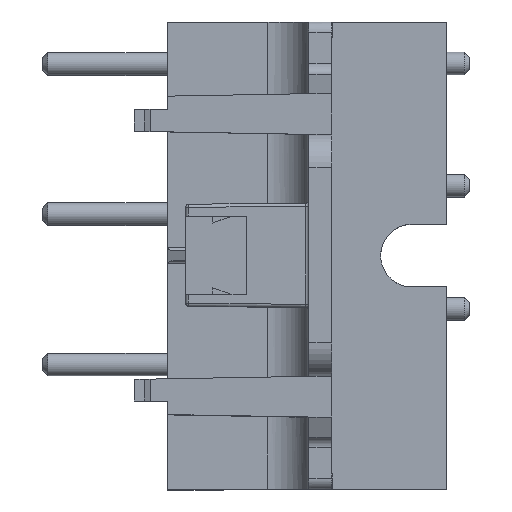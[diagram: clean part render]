
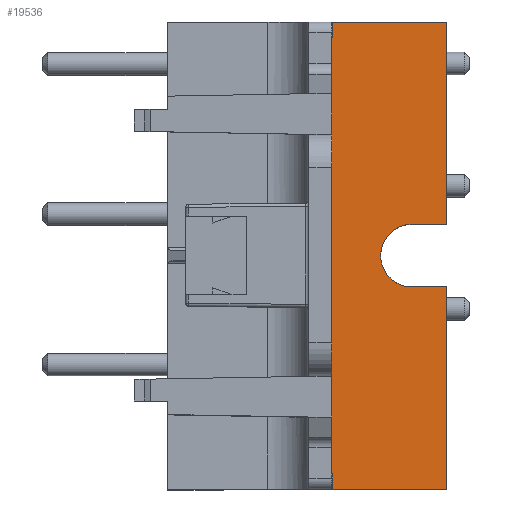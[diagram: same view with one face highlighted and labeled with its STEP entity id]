
A CAD part, top view. The second image highlights one B-rep face of the part: STEP entity #19536.
In plain terms, the highlighted planar face has unit normal (0, 0, 1).
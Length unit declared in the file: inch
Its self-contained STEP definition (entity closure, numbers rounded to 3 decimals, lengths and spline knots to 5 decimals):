
#124 = CARTESIAN_POINT ( 'NONE',  ( 0.82496, -0.11811, 1.02756 ) ) ;
#483 = LINE ( 'NONE', #1635, #11041 ) ;
#1110 = DIRECTION ( 'NONE',  ( -1., 0., 0. ) ) ;
#1635 = CARTESIAN_POINT ( 'NONE',  ( 0.52559, 0.88189, 1.02756 ) ) ;
#2340 = CARTESIAN_POINT ( 'NONE',  ( 0.82496, 0.11811, 1.02756 ) ) ;
#2578 = VECTOR ( 'NONE', #7726, 39.37008 ) ;
#2581 = CARTESIAN_POINT ( 'NONE',  ( 0.60964, 0.82382, 1.02756 ) ) ;
#2648 = CARTESIAN_POINT ( 'NONE',  ( 0.92126, 0.11811, 1.02756 ) ) ;
#2783 = VERTEX_POINT ( 'NONE', #16878 ) ;
#2847 = CARTESIAN_POINT ( 'NONE',  ( 0.52559, -0.88189, 1.02756 ) ) ;
#2893 = CARTESIAN_POINT ( 'NONE',  ( 0.59874, 0., 1.02756 ) ) ;
#2943 = DIRECTION ( 'NONE',  ( 0., 1., 0. ) ) ;
#3218 = CARTESIAN_POINT ( 'NONE',  ( 0.92126, 0.11811, 1.02756 ) ) ;
#3372 = ORIENTED_EDGE ( 'NONE', *, *, #14514, .T. ) ;
#3424 = CARTESIAN_POINT ( 'NONE',  ( 0.68504, 0.11811, 1.02756 ) ) ;
#3451 = EDGE_CURVE ( 'NONE', #4247, #3617, #483, .T. ) ;
#3543 = AXIS2_PLACEMENT_3D ( 'NONE', #16706, #15018, #20051 ) ;
#3617 = VERTEX_POINT ( 'NONE', #15867 ) ;
#3694 = VECTOR ( 'NONE', #18896, 39.37008 ) ;
#3899 = DIRECTION ( 'NONE',  ( 1., 0., 0. ) ) ;
#4006 = DIRECTION ( 'NONE',  ( -1., 0., 0. ) ) ;
#4009 = EDGE_CURVE ( 'NONE', #6398, #11665, #7591, .T. ) ;
#4180 = VERTEX_POINT ( 'NONE', #10193 ) ;
#4198 = VECTOR ( 'NONE', #18041, 39.37008 ) ;
#4247 = VERTEX_POINT ( 'NONE', #7561 ) ;
#4494 = VERTEX_POINT ( 'NONE', #18768 ) ;
#4623 = CARTESIAN_POINT ( 'NONE',  ( 0.62055, -0.85285, 1.02756 ) ) ;
#5085 = ORIENTED_EDGE ( 'NONE', *, *, #8519, .T. ) ;
#6286 = EDGE_CURVE ( 'NONE', #4247, #7482, #7927, .T. ) ;
#6398 = VERTEX_POINT ( 'NONE', #16091 ) ;
#6478 = CARTESIAN_POINT ( 'NONE',  ( 0.68504, -0.11811, 1.02756 ) ) ;
#6498 = VERTEX_POINT ( 'NONE', #2648 ) ;
#6766 = VECTOR ( 'NONE', #11050, 39.37008 ) ;
#7133 = CARTESIAN_POINT ( 'NONE',  ( 0.60964, -0.82382, 1.02756 ) ) ;
#7482 = VERTEX_POINT ( 'NONE', #12962 ) ;
#7561 = CARTESIAN_POINT ( 'NONE',  ( 0.62055, 0.88189, 1.02756 ) ) ;
#7581 = LINE ( 'NONE', #2847, #14352 ) ;
#7591 = LINE ( 'NONE', #4623, #3694 ) ;
#7726 = DIRECTION ( 'NONE',  ( 0., -1., 0. ) ) ;
#7834 = ORIENTED_EDGE ( 'NONE', *, *, #3451, .F. ) ;
#7880 = CARTESIAN_POINT ( 'NONE',  ( 1.05118, 0., 1.02756 ) ) ;
#7883 = EDGE_LOOP ( 'NONE', ( #20198, #12370, #18904, #20286, #19610, #19503, #20590, #15744, #3372, #5085, #7834, #11354 ) ) ;
#7927 = LINE ( 'NONE', #20291, #6766 ) ;
#8351 =( BOUNDED_CURVE ( )  B_SPLINE_CURVE ( 3, ( #14336, #6478, #3424, #3218 ),
 .UNSPECIFIED., .F., .F. ) 
 B_SPLINE_CURVE_WITH_KNOTS ( ( 4, 4 ),
 ( 0., 0.00938 ),
 .UNSPECIFIED. ) 
 CURVE ( )  GEOMETRIC_REPRESENTATION_ITEM ( )  RATIONAL_B_SPLINE_CURVE ( ( 1., 0.333, 0.333, 1. ) ) 
 REPRESENTATION_ITEM ( '' )  );
#8519 = EDGE_CURVE ( 'NONE', #20145, #3617, #14555, .T. ) ;
#9698 = CARTESIAN_POINT ( 'NONE',  ( 1.05118, -0.11811, 1.02756 ) ) ;
#10193 = CARTESIAN_POINT ( 'NONE',  ( 0.59874, 0.82382, 1.02756 ) ) ;
#10505 = FACE_OUTER_BOUND ( 'NONE', #7883, .T. ) ;
#11007 = LINE ( 'NONE', #7880, #19260 ) ;
#11041 = VECTOR ( 'NONE', #11370, 39.37008 ) ;
#11050 = DIRECTION ( 'NONE',  ( 0., -1., 0. ) ) ;
#11354 = ORIENTED_EDGE ( 'NONE', *, *, #6286, .T. ) ;
#11370 = DIRECTION ( 'NONE',  ( 1., 0., 0. ) ) ;
#11665 = VERTEX_POINT ( 'NONE', #17802 ) ;
#11873 = LINE ( 'NONE', #2340, #13213 ) ;
#11922 = CARTESIAN_POINT ( 'NONE',  ( 1.05118, 0.11811, 1.02756 ) ) ;
#11942 = VECTOR ( 'NONE', #16365, 39.37008 ) ;
#12370 = ORIENTED_EDGE ( 'NONE', *, *, #20313, .T. ) ;
#12962 = CARTESIAN_POINT ( 'NONE',  ( 0.62055, 0.82382, 1.02756 ) ) ;
#13213 = VECTOR ( 'NONE', #3899, 39.37008 ) ;
#13282 = VERTEX_POINT ( 'NONE', #9698 ) ;
#13758 = PLANE ( 'NONE',  #3543 ) ;
#13871 = VECTOR ( 'NONE', #1110, 39.37008 ) ;
#14009 = LINE ( 'NONE', #2581, #13871 ) ;
#14305 = EDGE_CURVE ( 'NONE', #7482, #4180, #14009, .T. ) ;
#14336 = CARTESIAN_POINT ( 'NONE',  ( 0.92126, -0.11811, 1.02756 ) ) ;
#14352 = VECTOR ( 'NONE', #4006, 39.37008 ) ;
#14514 = EDGE_CURVE ( 'NONE', #6498, #20145, #11873, .T. ) ;
#14555 = LINE ( 'NONE', #17498, #20281 ) ;
#15018 = DIRECTION ( 'NONE',  ( 0., 0., 1. ) ) ;
#15040 = EDGE_CURVE ( 'NONE', #4494, #6498, #8351, .T. ) ;
#15088 = LINE ( 'NONE', #7133, #4198 ) ;
#15744 = ORIENTED_EDGE ( 'NONE', *, *, #15040, .T. ) ;
#15867 = CARTESIAN_POINT ( 'NONE',  ( 1.05118, 0.88189, 1.02756 ) ) ;
#15956 = EDGE_CURVE ( 'NONE', #20040, #13282, #11007, .T. ) ;
#16091 = CARTESIAN_POINT ( 'NONE',  ( 0.62055, -0.88189, 1.02756 ) ) ;
#16227 = CARTESIAN_POINT ( 'NONE',  ( 1.05118, -0.88189, 1.02756 ) ) ;
#16365 = DIRECTION ( 'NONE',  ( -1., 0., 0. ) ) ;
#16706 = CARTESIAN_POINT ( 'NONE',  ( 0.59874, 0.88189, 1.02756 ) ) ;
#16878 = CARTESIAN_POINT ( 'NONE',  ( 0.59874, -0.82382, 1.02756 ) ) ;
#17031 = EDGE_CURVE ( 'NONE', #20040, #6398, #7581, .T. ) ;
#17498 = CARTESIAN_POINT ( 'NONE',  ( 1.05118, 0., 1.02756 ) ) ;
#17633 = LINE ( 'NONE', #124, #11942 ) ;
#17802 = CARTESIAN_POINT ( 'NONE',  ( 0.62055, -0.82382, 1.02756 ) ) ;
#18041 = DIRECTION ( 'NONE',  ( 1., 0., 0. ) ) ;
#18768 = CARTESIAN_POINT ( 'NONE',  ( 0.92126, -0.11811, 1.02756 ) ) ;
#18896 = DIRECTION ( 'NONE',  ( 0., 1., 0. ) ) ;
#18898 = EDGE_CURVE ( 'NONE', #2783, #11665, #15088, .T. ) ;
#18904 = ORIENTED_EDGE ( 'NONE', *, *, #18898, .T. ) ;
#19260 = VECTOR ( 'NONE', #2943, 39.37008 ) ;
#19388 = DIRECTION ( 'NONE',  ( 0., 1., 0. ) ) ;
#19503 = ORIENTED_EDGE ( 'NONE', *, *, #15956, .T. ) ;
#19536 = ADVANCED_FACE ( 'NONE', ( #10505 ), #13758, .T. ) ;
#19610 = ORIENTED_EDGE ( 'NONE', *, *, #17031, .F. ) ;
#19772 = EDGE_CURVE ( 'NONE', #13282, #4494, #17633, .T. ) ;
#20040 = VERTEX_POINT ( 'NONE', #16227 ) ;
#20051 = DIRECTION ( 'NONE',  ( 0., -1., 0. ) ) ;
#20145 = VERTEX_POINT ( 'NONE', #11922 ) ;
#20198 = ORIENTED_EDGE ( 'NONE', *, *, #14305, .T. ) ;
#20281 = VECTOR ( 'NONE', #19388, 39.37008 ) ;
#20286 = ORIENTED_EDGE ( 'NONE', *, *, #4009, .F. ) ;
#20291 = CARTESIAN_POINT ( 'NONE',  ( 0.62055, 0., 1.02756 ) ) ;
#20313 = EDGE_CURVE ( 'NONE', #4180, #2783, #20401, .T. ) ;
#20401 = LINE ( 'NONE', #2893, #2578 ) ;
#20590 = ORIENTED_EDGE ( 'NONE', *, *, #19772, .T. ) ;
